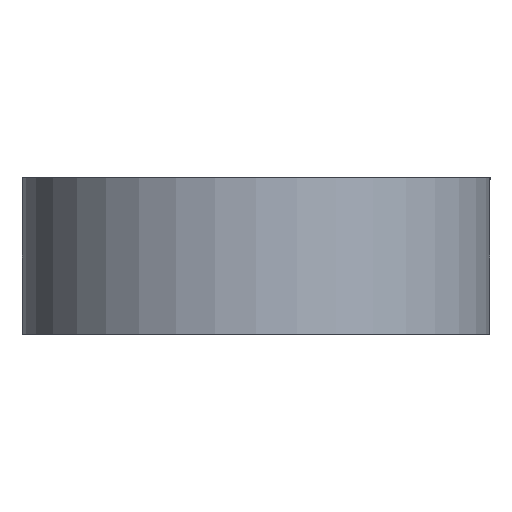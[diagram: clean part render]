
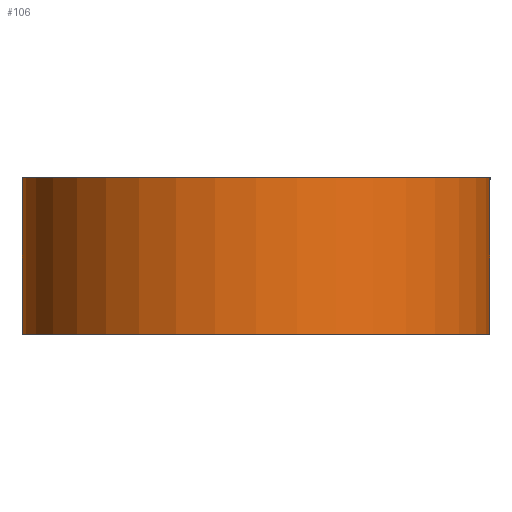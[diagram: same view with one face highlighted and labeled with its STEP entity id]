
A CAD part, left-side view. The second image highlights one B-rep face of the part: STEP entity #106.
In plain terms, the highlighted cylindrical face has radius 1.5 mm (diameter 3 mm), a partial arc.
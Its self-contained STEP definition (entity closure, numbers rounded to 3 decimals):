
#15=CYLINDRICAL_SURFACE('',#135,1.5);
#19=FACE_OUTER_BOUND('',#25,.T.);
#25=EDGE_LOOP('',(#80,#81,#82,#83));
#33=LINE('',#188,#41);
#34=LINE('',#192,#42);
#41=VECTOR('',#158,10.);
#42=VECTOR('',#163,10.);
#44=CIRCLE('',#130,1.5);
#47=CIRCLE('',#136,1.5);
#48=VERTEX_POINT('',#171);
#49=VERTEX_POINT('',#172);
#54=VERTEX_POINT('',#186);
#55=VERTEX_POINT('',#190);
#56=EDGE_CURVE('',#48,#49,#44,.T.);
#64=EDGE_CURVE('',#54,#49,#33,.T.);
#65=EDGE_CURVE('',#55,#54,#47,.T.);
#66=EDGE_CURVE('',#55,#48,#34,.T.);
#80=ORIENTED_EDGE('',*,*,#65,.T.);
#81=ORIENTED_EDGE('',*,*,#64,.T.);
#82=ORIENTED_EDGE('',*,*,#56,.F.);
#83=ORIENTED_EDGE('',*,*,#66,.F.);
#106=ADVANCED_FACE('',(#19),#15,.T.);
#130=AXIS2_PLACEMENT_3D('',#173,#143,#144);
#135=AXIS2_PLACEMENT_3D('',#189,#159,#160);
#136=AXIS2_PLACEMENT_3D('',#191,#161,#162);
#143=DIRECTION('center_axis',(0.,0.,
-1.));
#144=DIRECTION('ref_axis',(0.,-1.,0.));
#158=DIRECTION('',(0.,0.,-1.));
#159=DIRECTION('center_axis',(0.,0.,-1.));
#160=DIRECTION('ref_axis',(-1.,0.,0.));
#161=DIRECTION('center_axis',(0.,0.,
-1.));
#162=DIRECTION('ref_axis',(-1.,0.,0.));
#163=DIRECTION('',(0.,0.,-1.));
#171=CARTESIAN_POINT('',(-6.542,-1.5,-0.475));
#172=CARTESIAN_POINT('',(-6.542,1.5,-0.475));
#173=CARTESIAN_POINT('Origin',(-6.542,0.,-0.475));
#186=CARTESIAN_POINT('',(-6.542,1.5,0.525));
#188=CARTESIAN_POINT('',(-6.542,1.5,0.525));
#189=CARTESIAN_POINT('Origin',(-6.542,0.,0.525));
#190=CARTESIAN_POINT('',(-6.542,-1.5,0.525));
#191=CARTESIAN_POINT('Origin',(-6.542,0.,0.525));
#192=CARTESIAN_POINT('',(-6.542,-1.5,0.525));
